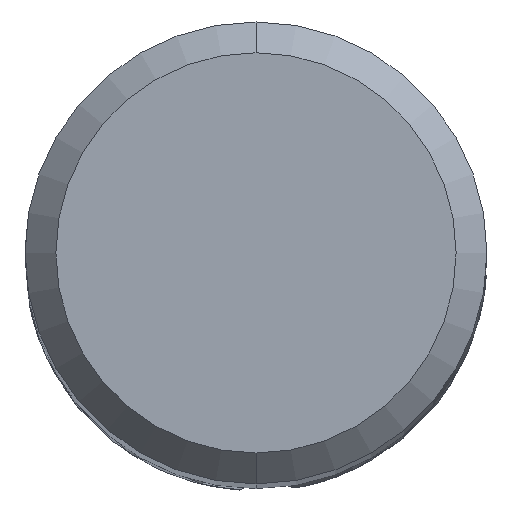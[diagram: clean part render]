
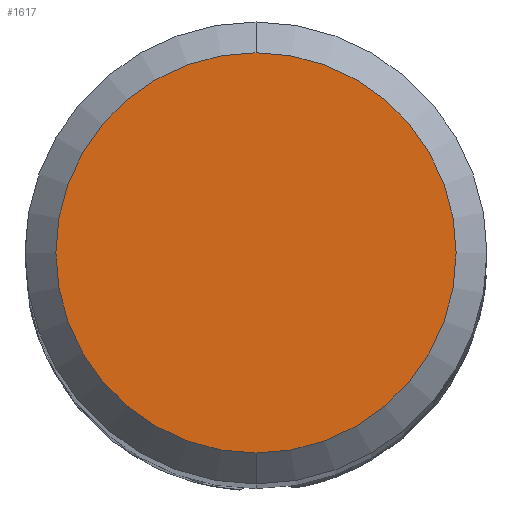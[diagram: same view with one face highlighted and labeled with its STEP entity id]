
A CAD part, top view. The second image highlights one B-rep face of the part: STEP entity #1617.
In plain terms, the highlighted planar face has unit normal (0, 0, 1).
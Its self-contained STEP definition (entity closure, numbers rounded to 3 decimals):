
#975=EDGE_CURVE('',#1271,#1389,#2143,.T.);
#1271=VERTEX_POINT('',#2473);
#1389=VERTEX_POINT('',#2597);
#1603=EDGE_CURVE('',#1389,#1271,#2832,.T.);
#1617=ADVANCED_FACE('',(#2849),#2850,.T.);
#2143=CIRCLE('',#5548,2.6);
#2473=CARTESIAN_POINT('',(0.0,2.6,0.0));
#2597=CARTESIAN_POINT('',(0.,-2.6,0.0));
#2832=CIRCLE('',#10515,2.6);
#2849=FACE_OUTER_BOUND('',#10810,.T.);
#2850=PLANE('',#10811);
#5548=AXIS2_PLACEMENT_3D('',#11486,#11487,#11488);
#10515=AXIS2_PLACEMENT_3D('',#12164,#12165,#12166);
#10810=EDGE_LOOP('',(#12189,#12190));
#10811=AXIS2_PLACEMENT_3D('',#12191,#12192,#12193);
#11486=CARTESIAN_POINT('',(0.0,0.0,0.0));
#11487=DIRECTION('',(0.0,0.0,-1.0));
#11488=DIRECTION('',(0.0,1.0,0.0));
#12164=CARTESIAN_POINT('',(0.0,0.0,0.0));
#12165=DIRECTION('',(0.0,0.0,-1.0));
#12166=DIRECTION('',(0.0,1.0,0.0));
#12189=ORIENTED_EDGE('',*,*,#975,.F.);
#12190=ORIENTED_EDGE('',*,*,#1603,.F.);
#12191=CARTESIAN_POINT('',(0.0,1.3,0.0));
#12192=DIRECTION('',(-0.0,0.0,1.0));
#12193=DIRECTION('',(0.0,-1.0,0.0));
